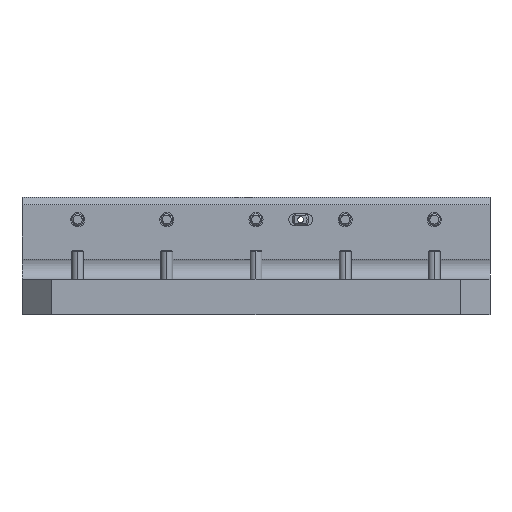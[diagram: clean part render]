
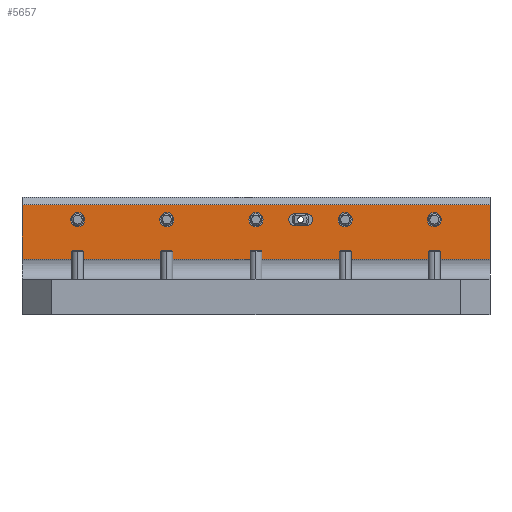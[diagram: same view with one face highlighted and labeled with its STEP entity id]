
A CAD part, left-side view. The second image highlights one B-rep face of the part: STEP entity #5657.
In plain terms, the highlighted planar face has unit normal (-1, 0, 0).
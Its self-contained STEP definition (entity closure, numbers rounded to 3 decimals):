
#3765=AXIS2_PLACEMENT_3D('Circle Axis2P3D',#3763,#3764,$) ;
#3805=AXIS2_PLACEMENT_3D('Circle Axis2P3D',#3803,#3804,$) ;
#3883=AXIS2_PLACEMENT_3D('Circle Axis2P3D',#3881,#3882,$) ;
#3912=AXIS2_PLACEMENT_3D('Circle Axis2P3D',#3910,#3911,$) ;
#3945=AXIS2_PLACEMENT_3D('Circle Axis2P3D',#3943,#3944,$) ;
#3974=AXIS2_PLACEMENT_3D('Circle Axis2P3D',#3972,#3973,$) ;
#4007=AXIS2_PLACEMENT_3D('Circle Axis2P3D',#4005,#4006,$) ;
#4036=AXIS2_PLACEMENT_3D('Circle Axis2P3D',#4034,#4035,$) ;
#4069=AXIS2_PLACEMENT_3D('Circle Axis2P3D',#4067,#4068,$) ;
#4098=AXIS2_PLACEMENT_3D('Circle Axis2P3D',#4096,#4097,$) ;
#4153=AXIS2_PLACEMENT_3D('Circle Axis2P3D',#4151,#4152,$) ;
#4182=AXIS2_PLACEMENT_3D('Circle Axis2P3D',#4180,#4181,$) ;
#5611=AXIS2_PLACEMENT_3D('Plane Axis2P3D',#5608,#5609,#5610) ;
#666=CARTESIAN_POINT('Vertex',(40.,157.5,57.)) ;
#741=CARTESIAN_POINT('Vertex',(40.,157.5,20.359)) ;
#744=CARTESIAN_POINT('Line Origine',(40.,157.5,38.679)) ;
#952=CARTESIAN_POINT('Vertex',(40.,-157.5,20.359)) ;
#955=CARTESIAN_POINT('Line Origine',(40.,157.5,20.359)) ;
#3763=CARTESIAN_POINT('Axis2P3D Location',(40.,-26.,47.)) ;
#3767=CARTESIAN_POINT('Vertex',(40.,-26.,43.)) ;
#3769=CARTESIAN_POINT('Vertex',(40.,-26.,51.)) ;
#3803=CARTESIAN_POINT('Axis2P3D Location',(40.,-34.,47.)) ;
#3807=CARTESIAN_POINT('Vertex',(40.,-34.,51.)) ;
#3809=CARTESIAN_POINT('Vertex',(40.,-34.,43.)) ;
#3843=CARTESIAN_POINT('Line Origine',(40.,-30.,51.)) ;
#3878=CARTESIAN_POINT('Vertex',(40.,60.,51.75)) ;
#3881=CARTESIAN_POINT('Axis2P3D Location',(40.,60.,47.)) ;
#3885=CARTESIAN_POINT('Vertex',(40.,60.,42.25)) ;
#3910=CARTESIAN_POINT('Axis2P3D Location',(40.,60.,47.)) ;
#3940=CARTESIAN_POINT('Vertex',(40.,120.,51.75)) ;
#3943=CARTESIAN_POINT('Axis2P3D Location',(40.,120.,47.)) ;
#3947=CARTESIAN_POINT('Vertex',(40.,120.,42.25)) ;
#3972=CARTESIAN_POINT('Axis2P3D Location',(40.,120.,47.)) ;
#4002=CARTESIAN_POINT('Vertex',(40.,-60.,51.75)) ;
#4005=CARTESIAN_POINT('Axis2P3D Location',(40.,-60.,47.)) ;
#4009=CARTESIAN_POINT('Vertex',(40.,-60.,42.25)) ;
#4034=CARTESIAN_POINT('Axis2P3D Location',(40.,-60.,47.)) ;
#4064=CARTESIAN_POINT('Vertex',(40.,-120.,51.75)) ;
#4067=CARTESIAN_POINT('Axis2P3D Location',(40.,-120.,47.)) ;
#4071=CARTESIAN_POINT('Vertex',(40.,-120.,42.25)) ;
#4096=CARTESIAN_POINT('Axis2P3D Location',(40.,-120.,47.)) ;
#4113=CARTESIAN_POINT('Line Origine',(40.,-30.,43.)) ;
#4148=CARTESIAN_POINT('Vertex',(40.,0.,51.75)) ;
#4151=CARTESIAN_POINT('Axis2P3D Location',(40.,0.,47.)) ;
#4155=CARTESIAN_POINT('Vertex',(40.,0.,42.25)) ;
#4180=CARTESIAN_POINT('Axis2P3D Location',(40.,0.,47.)) ;
#5608=CARTESIAN_POINT('Axis2P3D Location',(40.,0.,0.)) ;
#5613=CARTESIAN_POINT('Line Origine',(40.,0.,57.)) ;
#5617=CARTESIAN_POINT('Vertex',(40.,-157.5,57.)) ;
#5620=CARTESIAN_POINT('Line Origine',(40.,-157.5,38.679)) ;
#745=DIRECTION('Vector Direction',(0.,0.,-1.)) ;
#956=DIRECTION('Vector Direction',(0.,-1.,0.)) ;
#3764=DIRECTION('Axis2P3D Direction',(1.,0.,0.)) ;
#3804=DIRECTION('Axis2P3D Direction',(1.,0.,0.)) ;
#3844=DIRECTION('Vector Direction',(0.,-1.,0.)) ;
#3882=DIRECTION('Axis2P3D Direction',(1.,0.,-0.)) ;
#3911=DIRECTION('Axis2P3D Direction',(1.,0.,-0.)) ;
#3944=DIRECTION('Axis2P3D Direction',(1.,0.,-0.)) ;
#3973=DIRECTION('Axis2P3D Direction',(1.,0.,-0.)) ;
#4006=DIRECTION('Axis2P3D Direction',(1.,0.,-0.)) ;
#4035=DIRECTION('Axis2P3D Direction',(1.,0.,-0.)) ;
#4068=DIRECTION('Axis2P3D Direction',(1.,0.,-0.)) ;
#4097=DIRECTION('Axis2P3D Direction',(1.,0.,-0.)) ;
#4114=DIRECTION('Vector Direction',(0.,-1.,0.)) ;
#4152=DIRECTION('Axis2P3D Direction',(1.,0.,-0.)) ;
#4181=DIRECTION('Axis2P3D Direction',(1.,0.,-0.)) ;
#5609=DIRECTION('Axis2P3D Direction',(1.,0.,-0.)) ;
#5610=DIRECTION('Axis2P3D XDirection',(0.,0.,1.)) ;
#5614=DIRECTION('Vector Direction',(0.,-1.,0.)) ;
#5621=DIRECTION('Vector Direction',(0.,0.,-1.)) ;
#746=VECTOR('Line Direction',#745,1.) ;
#957=VECTOR('Line Direction',#956,1.) ;
#3845=VECTOR('Line Direction',#3844,1.) ;
#4115=VECTOR('Line Direction',#4114,1.) ;
#5615=VECTOR('Line Direction',#5614,1.) ;
#5622=VECTOR('Line Direction',#5621,1.) ;
#5626=ORIENTED_EDGE('',*,*,#5619,.F.) ;
#5627=ORIENTED_EDGE('',*,*,#748,.T.) ;
#5628=ORIENTED_EDGE('',*,*,#959,.T.) ;
#5629=ORIENTED_EDGE('',*,*,#5624,.F.) ;
#5632=ORIENTED_EDGE('',*,*,#3847,.T.) ;
#5633=ORIENTED_EDGE('',*,*,#3811,.T.) ;
#5634=ORIENTED_EDGE('',*,*,#4117,.F.) ;
#5635=ORIENTED_EDGE('',*,*,#3771,.T.) ;
#5638=ORIENTED_EDGE('',*,*,#3914,.T.) ;
#5639=ORIENTED_EDGE('',*,*,#3887,.T.) ;
#5642=ORIENTED_EDGE('',*,*,#3976,.T.) ;
#5643=ORIENTED_EDGE('',*,*,#3949,.T.) ;
#5646=ORIENTED_EDGE('',*,*,#4184,.T.) ;
#5647=ORIENTED_EDGE('',*,*,#4157,.T.) ;
#5650=ORIENTED_EDGE('',*,*,#4038,.T.) ;
#5651=ORIENTED_EDGE('',*,*,#4011,.T.) ;
#5654=ORIENTED_EDGE('',*,*,#4100,.T.) ;
#5655=ORIENTED_EDGE('',*,*,#4073,.T.) ;
#5636=FACE_BOUND('',#5631,.T.) ;
#5640=FACE_BOUND('',#5637,.T.) ;
#5644=FACE_BOUND('',#5641,.T.) ;
#5648=FACE_BOUND('',#5645,.T.) ;
#5652=FACE_BOUND('',#5649,.T.) ;
#5656=FACE_BOUND('',#5653,.T.) ;
#5657=ADVANCED_FACE('EGT_281',(#5630,#5636,#5640,#5644,#5648,#5652,#5656),#5612,.F.) ;
#3766=CIRCLE('generated circle',#3765,4.) ;
#3806=CIRCLE('generated circle',#3805,4.) ;
#3884=CIRCLE('generated circle',#3883,4.75) ;
#3913=CIRCLE('generated circle',#3912,4.75) ;
#3946=CIRCLE('generated circle',#3945,4.75) ;
#3975=CIRCLE('generated circle',#3974,4.75) ;
#4008=CIRCLE('generated circle',#4007,4.75) ;
#4037=CIRCLE('generated circle',#4036,4.75) ;
#4070=CIRCLE('generated circle',#4069,4.75) ;
#4099=CIRCLE('generated circle',#4098,4.75) ;
#4154=CIRCLE('generated circle',#4153,4.75) ;
#4183=CIRCLE('generated circle',#4182,4.75) ;
#748=EDGE_CURVE('',#667,#742,#747,.T.) ;
#959=EDGE_CURVE('',#742,#953,#958,.T.) ;
#3771=EDGE_CURVE('',#3768,#3770,#3766,.T.) ;
#3811=EDGE_CURVE('',#3808,#3810,#3806,.T.) ;
#3847=EDGE_CURVE('',#3770,#3808,#3846,.T.) ;
#3887=EDGE_CURVE('',#3886,#3879,#3884,.T.) ;
#3914=EDGE_CURVE('',#3879,#3886,#3913,.T.) ;
#3949=EDGE_CURVE('',#3948,#3941,#3946,.T.) ;
#3976=EDGE_CURVE('',#3941,#3948,#3975,.T.) ;
#4011=EDGE_CURVE('',#4010,#4003,#4008,.T.) ;
#4038=EDGE_CURVE('',#4003,#4010,#4037,.T.) ;
#4073=EDGE_CURVE('',#4072,#4065,#4070,.T.) ;
#4100=EDGE_CURVE('',#4065,#4072,#4099,.T.) ;
#4117=EDGE_CURVE('',#3768,#3810,#4116,.T.) ;
#4157=EDGE_CURVE('',#4156,#4149,#4154,.T.) ;
#4184=EDGE_CURVE('',#4149,#4156,#4183,.T.) ;
#5619=EDGE_CURVE('',#667,#5618,#5616,.T.) ;
#5624=EDGE_CURVE('',#5618,#953,#5623,.T.) ;
#5625=EDGE_LOOP('',(#5626,#5627,#5628,#5629)) ;
#5631=EDGE_LOOP('',(#5632,#5633,#5634,#5635)) ;
#5637=EDGE_LOOP('',(#5638,#5639)) ;
#5641=EDGE_LOOP('',(#5642,#5643)) ;
#5645=EDGE_LOOP('',(#5646,#5647)) ;
#5649=EDGE_LOOP('',(#5650,#5651)) ;
#5653=EDGE_LOOP('',(#5654,#5655)) ;
#5630=FACE_OUTER_BOUND('',#5625,.T.) ;
#747=LINE('Line',#744,#746) ;
#958=LINE('Line',#955,#957) ;
#3846=LINE('Line',#3843,#3845) ;
#4116=LINE('Line',#4113,#4115) ;
#5616=LINE('Line',#5613,#5615) ;
#5623=LINE('Line',#5620,#5622) ;
#5612=PLANE('',#5611) ;
#667=VERTEX_POINT('',#666) ;
#742=VERTEX_POINT('',#741) ;
#953=VERTEX_POINT('',#952) ;
#3768=VERTEX_POINT('',#3767) ;
#3770=VERTEX_POINT('',#3769) ;
#3808=VERTEX_POINT('',#3807) ;
#3810=VERTEX_POINT('',#3809) ;
#3879=VERTEX_POINT('',#3878) ;
#3886=VERTEX_POINT('',#3885) ;
#3941=VERTEX_POINT('',#3940) ;
#3948=VERTEX_POINT('',#3947) ;
#4003=VERTEX_POINT('',#4002) ;
#4010=VERTEX_POINT('',#4009) ;
#4065=VERTEX_POINT('',#4064) ;
#4072=VERTEX_POINT('',#4071) ;
#4149=VERTEX_POINT('',#4148) ;
#4156=VERTEX_POINT('',#4155) ;
#5618=VERTEX_POINT('',#5617) ;
